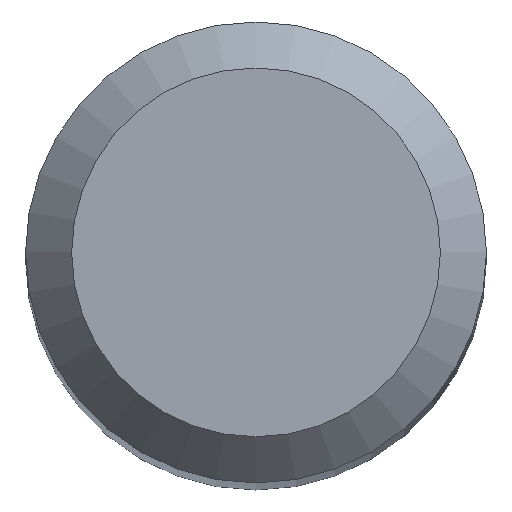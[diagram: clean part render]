
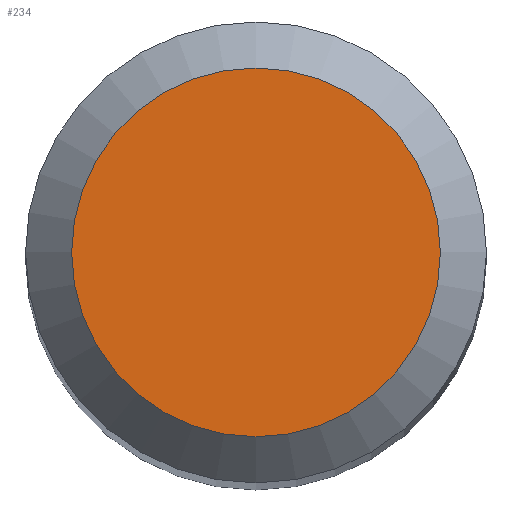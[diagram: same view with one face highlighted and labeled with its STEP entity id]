
A CAD part, top view. The second image highlights one B-rep face of the part: STEP entity #234.
In plain terms, the highlighted planar face has unit normal (0, 0, 1).
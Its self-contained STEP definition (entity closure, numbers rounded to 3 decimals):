
#14 = PLANE ( 'NONE',  #342 ) ;
#24 = DIRECTION ( 'NONE',  ( -1., 0., 0. ) ) ;
#37 = ORIENTED_EDGE ( 'NONE', *, *, #237, .T. ) ;
#63 = AXIS2_PLACEMENT_3D ( 'NONE', #251, #84, #339 ) ;
#84 = DIRECTION ( 'NONE',  ( 0., 0., 1. ) ) ;
#136 = CARTESIAN_POINT ( 'NONE',  ( 1.2, 0., 38. ) ) ;
#194 = CARTESIAN_POINT ( 'NONE',  ( 0., 1.2, 38. ) ) ;
#224 = VERTEX_POINT ( 'NONE', #136 ) ;
#234 = ADVANCED_FACE ( 'NONE', ( #290 ), #14, .F. ) ;
#237 = EDGE_CURVE ( 'NONE', #224, #224, #361, .T. ) ;
#251 = CARTESIAN_POINT ( 'NONE',  ( 0., 0., 38. ) ) ;
#290 = FACE_OUTER_BOUND ( 'NONE', #340, .T. ) ;
#309 = DIRECTION ( 'NONE',  ( 0., 0., -1. ) ) ;
#339 = DIRECTION ( 'NONE',  ( 1., 0., 0. ) ) ;
#340 = EDGE_LOOP ( 'NONE', ( #37 ) ) ;
#342 = AXIS2_PLACEMENT_3D ( 'NONE', #194, #309, #24 ) ;
#361 = CIRCLE ( 'NONE', #63, 1.2 ) ;
